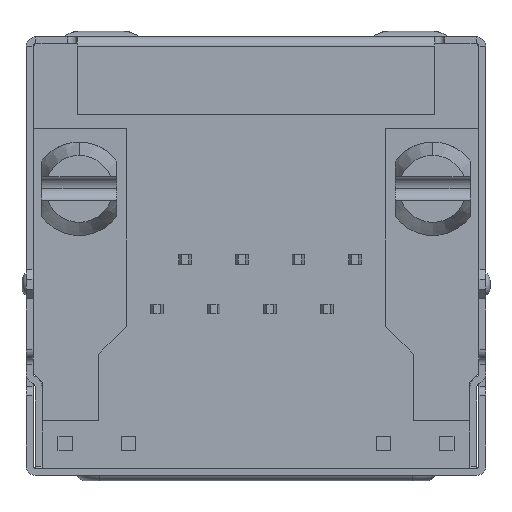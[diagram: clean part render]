
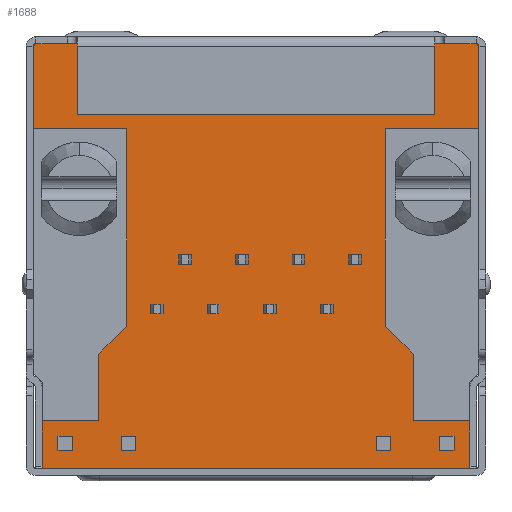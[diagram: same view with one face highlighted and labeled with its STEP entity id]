
A CAD part, front view. The second image highlights one B-rep face of the part: STEP entity #1688.
In plain terms, the highlighted planar face has unit normal (0, -1, 0).
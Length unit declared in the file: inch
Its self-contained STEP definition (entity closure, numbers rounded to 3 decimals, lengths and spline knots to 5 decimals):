
#179 = ORIENTED_EDGE ( 'NONE', *, *, #5026, .T. ) ;
#205 = ORIENTED_EDGE ( 'NONE', *, *, #13781, .T. ) ;
#479 = FACE_OUTER_BOUND ( 'NONE', #12073, .T. ) ;
#511 = DIRECTION ( 'NONE',  ( -1., 0., 0. ) ) ;
#761 = VERTEX_POINT ( 'NONE', #3820 ) ;
#901 = DIRECTION ( 'NONE',  ( 1., 0., 0. ) ) ;
#944 = EDGE_CURVE ( 'NONE', #3277, #8934, #9135, .T. ) ;
#1106 = CARTESIAN_POINT ( 'NONE',  ( 0.31516, 0.01378, 0.08508 ) ) ;
#1193 = ORIENTED_EDGE ( 'NONE', *, *, #11200, .F. ) ;
#1246 = LINE ( 'NONE', #2272, #15408 ) ;
#1279 = CARTESIAN_POINT ( 'NONE',  ( -0.30253, 0.01378, -0.32823 ) ) ;
#1340 = CARTESIAN_POINT ( 'NONE',  ( 0.30253, 0.01378, -0.39516 ) ) ;
#1391 = DIRECTION ( 'NONE',  ( 0., 0., -1. ) ) ;
#1669 = EDGE_CURVE ( 'NONE', #4461, #2953, #11163, .T. ) ;
#1688 = ADVANCED_FACE ( 'NONE', ( #479 ), #15013, .T. ) ;
#1982 = VECTOR ( 'NONE', #10102, 39.37008 ) ;
#2103 = VERTEX_POINT ( 'NONE', #5377 ) ;
#2162 = CARTESIAN_POINT ( 'NONE',  ( 0.18307, 0.01378, -0.19437 ) ) ;
#2272 = CARTESIAN_POINT ( 'NONE',  ( -0.22244, 0.01378, -0.23374 ) ) ;
#2325 = VECTOR ( 'NONE', #3794, 39.37008 ) ;
#2695 = CARTESIAN_POINT ( 'NONE',  ( -0.30253, 0.01378, -0.39516 ) ) ;
#2742 = EDGE_CURVE ( 'NONE', #2953, #13343, #5565, .T. ) ;
#2835 = DIRECTION ( 'NONE',  ( 0., -1., 0. ) ) ;
#2850 = EDGE_CURVE ( 'NONE', #13343, #13665, #1246, .T. ) ;
#2953 = VERTEX_POINT ( 'NONE', #12022 ) ;
#2982 = VECTOR ( 'NONE', #7255, 39.37008 ) ;
#3036 = DIRECTION ( 'NONE',  ( -1., 0., 0. ) ) ;
#3143 = CARTESIAN_POINT ( 'NONE',  ( 0., 0.01378, 0. ) ) ;
#3258 = VERTEX_POINT ( 'NONE', #8145 ) ;
#3277 = VERTEX_POINT ( 'NONE', #15376 ) ;
#3355 = EDGE_CURVE ( 'NONE', #761, #10285, #6973, .T. ) ;
#3414 = VECTOR ( 'NONE', #6226, 39.37008 ) ;
#3438 = VECTOR ( 'NONE', #901, 39.37008 ) ;
#3534 = CARTESIAN_POINT ( 'NONE',  ( -0.31516, 0.01378, 0.20516 ) ) ;
#3672 = VECTOR ( 'NONE', #9675, 39.37008 ) ;
#3690 = CARTESIAN_POINT ( 'NONE',  ( -0.18307, 0.01378, -0.19437 ) ) ;
#3722 = LINE ( 'NONE', #13295, #8136 ) ;
#3794 = DIRECTION ( 'NONE',  ( 0., 0., 1. ) ) ;
#3798 = VERTEX_POINT ( 'NONE', #10869 ) ;
#3820 = CARTESIAN_POINT ( 'NONE',  ( 0.22244, 0.01378, -0.32823 ) ) ;
#4131 = VECTOR ( 'NONE', #14956, 39.37008 ) ;
#4194 = ORIENTED_EDGE ( 'NONE', *, *, #10014, .T. ) ;
#4195 = VECTOR ( 'NONE', #15271, 39.37008 ) ;
#4402 = VERTEX_POINT ( 'NONE', #10109 ) ;
#4460 = VECTOR ( 'NONE', #511, 39.37008 ) ;
#4461 = VERTEX_POINT ( 'NONE', #9148 ) ;
#4470 = EDGE_CURVE ( 'NONE', #5866, #13338, #13798, .T. ) ;
#4605 = VECTOR ( 'NONE', #5863, 39.37008 ) ;
#4790 = CARTESIAN_POINT ( 'NONE',  ( -0.31122, 0.01378, 0.20516 ) ) ;
#4912 = VERTEX_POINT ( 'NONE', #13698 ) ;
#4937 = VERTEX_POINT ( 'NONE', #1106 ) ;
#5026 = EDGE_CURVE ( 'NONE', #10285, #4912, #12835, .T. ) ;
#5367 = CARTESIAN_POINT ( 'NONE',  ( 0.31516, 0.01378, 0.20122 ) ) ;
#5377 = CARTESIAN_POINT ( 'NONE',  ( -0.30253, 0.01378, -0.39516 ) ) ;
#5565 = LINE ( 'NONE', #6521, #8138 ) ;
#5699 = CARTESIAN_POINT ( 'NONE',  ( -0.22244, 0.01378, -0.23374 ) ) ;
#5725 = LINE ( 'NONE', #5949, #4605 ) ;
#5863 = DIRECTION ( 'NONE',  ( -1., 0., 0. ) ) ;
#5866 = VERTEX_POINT ( 'NONE', #11292 ) ;
#5949 = CARTESIAN_POINT ( 'NONE',  ( 0.30253, 0.01378, -0.32823 ) ) ;
#6208 = VECTOR ( 'NONE', #1391, 39.37008 ) ;
#6226 = DIRECTION ( 'NONE',  ( 0., 0., -1. ) ) ;
#6252 = LINE ( 'NONE', #11052, #1982 ) ;
#6521 = CARTESIAN_POINT ( 'NONE',  ( -0.18307, 0.01378, -0.19437 ) ) ;
#6551 = EDGE_CURVE ( 'NONE', #2103, #8112, #10944, .T. ) ;
#6888 = ORIENTED_EDGE ( 'NONE', *, *, #2850, .T. ) ;
#6958 = DIRECTION ( 'NONE',  ( 0., 0., 1. ) ) ;
#6973 = LINE ( 'NONE', #10582, #7134 ) ;
#7134 = VECTOR ( 'NONE', #10660, 39.37008 ) ;
#7158 = DIRECTION ( 'NONE',  ( 0., 0., -1. ) ) ;
#7212 = LINE ( 'NONE', #3534, #6208 ) ;
#7219 = DIRECTION ( 'NONE',  ( -0.707, 0., -0.707 ) ) ;
#7255 = DIRECTION ( 'NONE',  ( 1., 0., 0. ) ) ;
#7315 = LINE ( 'NONE', #12114, #3672 ) ;
#7316 = ORIENTED_EDGE ( 'NONE', *, *, #2742, .T. ) ;
#7470 = EDGE_CURVE ( 'NONE', #4937, #3798, #6252, .T. ) ;
#7724 = LINE ( 'NONE', #5367, #4131 ) ;
#7978 = LINE ( 'NONE', #12784, #3438 ) ;
#8112 = VERTEX_POINT ( 'NONE', #15339 ) ;
#8136 = VECTOR ( 'NONE', #7158, 39.37008 ) ;
#8138 = VECTOR ( 'NONE', #9272, 39.37008 ) ;
#8145 = CARTESIAN_POINT ( 'NONE',  ( 0.18307, 0.01378, 0.08508 ) ) ;
#8364 = ORIENTED_EDGE ( 'NONE', *, *, #14655, .T. ) ;
#8577 = ORIENTED_EDGE ( 'NONE', *, *, #1669, .T. ) ;
#8651 = LINE ( 'NONE', #2695, #3414 ) ;
#8729 = VECTOR ( 'NONE', #12648, 39.37008 ) ;
#8746 = CARTESIAN_POINT ( 'NONE',  ( 0.30253, 0.01378, -0.39516 ) ) ;
#8810 = CARTESIAN_POINT ( 'NONE',  ( 0.30253, 0.01378, -0.32823 ) ) ;
#8814 = ORIENTED_EDGE ( 'NONE', *, *, #9837, .F. ) ;
#8934 = VERTEX_POINT ( 'NONE', #1279 ) ;
#9135 = LINE ( 'NONE', #11287, #4460 ) ;
#9148 = CARTESIAN_POINT ( 'NONE',  ( -0.31516, 0.01378, 0.08508 ) ) ;
#9272 = DIRECTION ( 'NONE',  ( 0., 0., -1. ) ) ;
#9675 = DIRECTION ( 'NONE',  ( 0.707, 0., 0.707 ) ) ;
#9824 = ORIENTED_EDGE ( 'NONE', *, *, #11275, .T. ) ;
#9831 = ORIENTED_EDGE ( 'NONE', *, *, #15388, .T. ) ;
#9837 = EDGE_CURVE ( 'NONE', #5866, #3798, #7724, .T. ) ;
#10014 = EDGE_CURVE ( 'NONE', #13665, #3277, #3722, .T. ) ;
#10102 = DIRECTION ( 'NONE',  ( 0., 0., 1. ) ) ;
#10109 = CARTESIAN_POINT ( 'NONE',  ( -0.31516, 0.01378, 0.20122 ) ) ;
#10234 = ORIENTED_EDGE ( 'NONE', *, *, #944, .T. ) ;
#10285 = VERTEX_POINT ( 'NONE', #15330 ) ;
#10419 = ORIENTED_EDGE ( 'NONE', *, *, #6551, .T. ) ;
#10448 = VECTOR ( 'NONE', #3036, 39.37008 ) ;
#10476 = CARTESIAN_POINT ( 'NONE',  ( 0.22244, 0.01378, -0.23374 ) ) ;
#10582 = CARTESIAN_POINT ( 'NONE',  ( 0.22244, 0.01378, -0.32823 ) ) ;
#10660 = DIRECTION ( 'NONE',  ( 0., 0., 1. ) ) ;
#10869 = CARTESIAN_POINT ( 'NONE',  ( 0.31516, 0.01378, 0.20122 ) ) ;
#10944 = LINE ( 'NONE', #8746, #2982 ) ;
#11052 = CARTESIAN_POINT ( 'NONE',  ( 0.31516, 0.01378, 0.20516 ) ) ;
#11163 = LINE ( 'NONE', #12425, #8729 ) ;
#11200 = EDGE_CURVE ( 'NONE', #4402, #13338, #7315, .T. ) ;
#11275 = EDGE_CURVE ( 'NONE', #8934, #2103, #8651, .T. ) ;
#11287 = CARTESIAN_POINT ( 'NONE',  ( -0.30253, 0.01378, -0.32823 ) ) ;
#11292 = CARTESIAN_POINT ( 'NONE',  ( 0.31122, 0.01378, 0.20516 ) ) ;
#11321 = DIRECTION ( 'NONE',  ( 0., 0., -1. ) ) ;
#11365 = CARTESIAN_POINT ( 'NONE',  ( -0.31516, 0.01378, 0.20516 ) ) ;
#11491 = AXIS2_PLACEMENT_3D ( 'NONE', #3143, #2835, #11321 ) ;
#12022 = CARTESIAN_POINT ( 'NONE',  ( -0.18307, 0.01378, 0.08508 ) ) ;
#12073 = EDGE_LOOP ( 'NONE', ( #13238, #1193, #13982, #8577, #7316, #6888, #4194, #10234, #9824, #10419, #15245, #9831, #13984, #179, #8364, #205, #12861, #8814 ) ) ;
#12114 = CARTESIAN_POINT ( 'NONE',  ( -0.31122, 0.01378, 0.20516 ) ) ;
#12425 = CARTESIAN_POINT ( 'NONE',  ( -0.31516, 0.01378, 0.08508 ) ) ;
#12648 = DIRECTION ( 'NONE',  ( 1., 0., 0. ) ) ;
#12784 = CARTESIAN_POINT ( 'NONE',  ( 0.18307, 0.01378, 0.08508 ) ) ;
#12835 = LINE ( 'NONE', #10476, #4195 ) ;
#12861 = ORIENTED_EDGE ( 'NONE', *, *, #7470, .T. ) ;
#12933 = LINE ( 'NONE', #2162, #15375 ) ;
#13238 = ORIENTED_EDGE ( 'NONE', *, *, #4470, .T. ) ;
#13295 = CARTESIAN_POINT ( 'NONE',  ( -0.22244, 0.01378, -0.32823 ) ) ;
#13308 = EDGE_CURVE ( 'NONE', #4402, #4461, #7212, .T. ) ;
#13338 = VERTEX_POINT ( 'NONE', #4790 ) ;
#13343 = VERTEX_POINT ( 'NONE', #3690 ) ;
#13370 = LINE ( 'NONE', #1340, #2325 ) ;
#13665 = VERTEX_POINT ( 'NONE', #5699 ) ;
#13698 = CARTESIAN_POINT ( 'NONE',  ( 0.18307, 0.01378, -0.19437 ) ) ;
#13781 = EDGE_CURVE ( 'NONE', #3258, #4937, #7978, .T. ) ;
#13798 = LINE ( 'NONE', #11365, #10448 ) ;
#13982 = ORIENTED_EDGE ( 'NONE', *, *, #13308, .T. ) ;
#13984 = ORIENTED_EDGE ( 'NONE', *, *, #3355, .T. ) ;
#14655 = EDGE_CURVE ( 'NONE', #4912, #3258, #12933, .T. ) ;
#14956 = DIRECTION ( 'NONE',  ( 0.707, 0., -0.707 ) ) ;
#15013 = PLANE ( 'NONE',  #11491 ) ;
#15141 = EDGE_CURVE ( 'NONE', #8112, #15384, #13370, .T. ) ;
#15245 = ORIENTED_EDGE ( 'NONE', *, *, #15141, .T. ) ;
#15271 = DIRECTION ( 'NONE',  ( -0.707, 0., 0.707 ) ) ;
#15330 = CARTESIAN_POINT ( 'NONE',  ( 0.22244, 0.01378, -0.23374 ) ) ;
#15339 = CARTESIAN_POINT ( 'NONE',  ( 0.30253, 0.01378, -0.39516 ) ) ;
#15375 = VECTOR ( 'NONE', #6958, 39.37008 ) ;
#15376 = CARTESIAN_POINT ( 'NONE',  ( -0.22244, 0.01378, -0.32823 ) ) ;
#15384 = VERTEX_POINT ( 'NONE', #8810 ) ;
#15388 = EDGE_CURVE ( 'NONE', #15384, #761, #5725, .T. ) ;
#15408 = VECTOR ( 'NONE', #7219, 39.37008 ) ;
